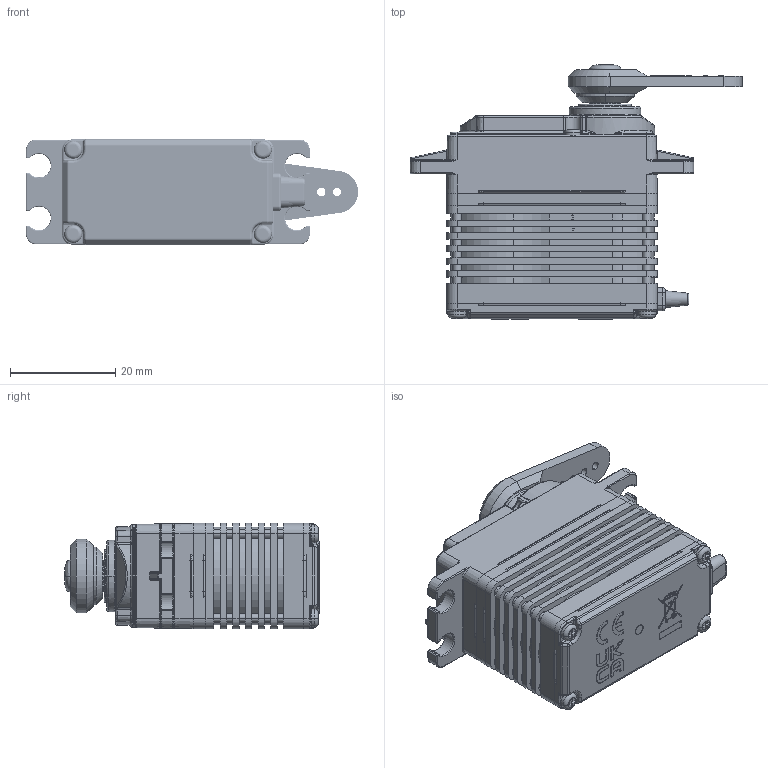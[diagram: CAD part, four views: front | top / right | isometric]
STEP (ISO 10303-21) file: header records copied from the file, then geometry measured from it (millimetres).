
FILE_DESCRIPTION((''),'2;1');
FILE_NAME('DB950SW_MDB950WP-CAN_ASM','2024-03-04T',('itssky'),(''),'CREO PARAMETRIC BY PTC INC, 2016050','CREO PARAMETRIC BY PTC INC, 2016050','');
FILE_SCHEMA(('CONFIG_CONTROL_DESIGN'));
Products named in the file (16): 120101000476_HS7950M; 120101020031_HS9380HT; HS8380T_PBT_120101010113; 120101030037_HS9380L; HS8330SG4F_SUM24L_120212000417; HS8330SG4F_SUM24L_1202120004170_ASM; 120208000011_HS7950-O-RING; 120105000070_GAG-02-A; 120208000026_2_3X_1_3X0_5; 120201000076_18A_CPH_M1_7XL20; 120201000037_18A_CPHT2_2XL30; HD-LS25_PA66_120217000085; TW_6_5X3_2_120204000042; 120201000129_10A_CBH_M3XL8; NP_120104010238_15_37_10_33; DB950SW_MDB950WP-CAN_ASM
Assembly tree (22 placements, depth 3):
  DB950SW_MDB950WP-CAN_ASM
    120101000476_HS7950M
    120101020031_HS9380HT
    HS8380T_PBT_120101010113
    120101030037_HS9380L
    HS8330SG4F_SUM24L_1202120004170_ASM
      HS8330SG4F_SUM24L_120212000417
    120208000011_HS7950-O-RING  x3
    120105000070_GAG-02-A
    120208000026_2_3X_1_3X0_5  x2
    120201000076_18A_CPH_M1_7XL20  x2
    120201000037_18A_CPHT2_2XL30  x4
    HD-LS25_PA66_120217000085
    TW_6_5X3_2_120204000042
    120201000129_10A_CBH_M3XL8
    NP_120104010238_15_37_10_33
Bounding box: 63.02 x 48.3 x 20 mm (x, y, z)
Volume: 29423.6 mm3; surface area: 18246.6 mm2
Topology: 21 solids, 21 shells, 3940 faces, 10481 edges, 6722 vertices
Faces by surface type: plane 1660, cylinder 974, extrusion 619, torus 254, bspline 212, cone 151, sphere 70
Entity records: 163919 total; most frequent: CARTESIAN_POINT 46762, ORIENTED_EDGE 18892, DIRECTION 15483, PRESENTATION_STYLE_ASSIGNMENT 9797, STYLED_ITEM 9683, CURVE_STYLE 9446, EDGE_CURVE 9446, VECTOR 6227
